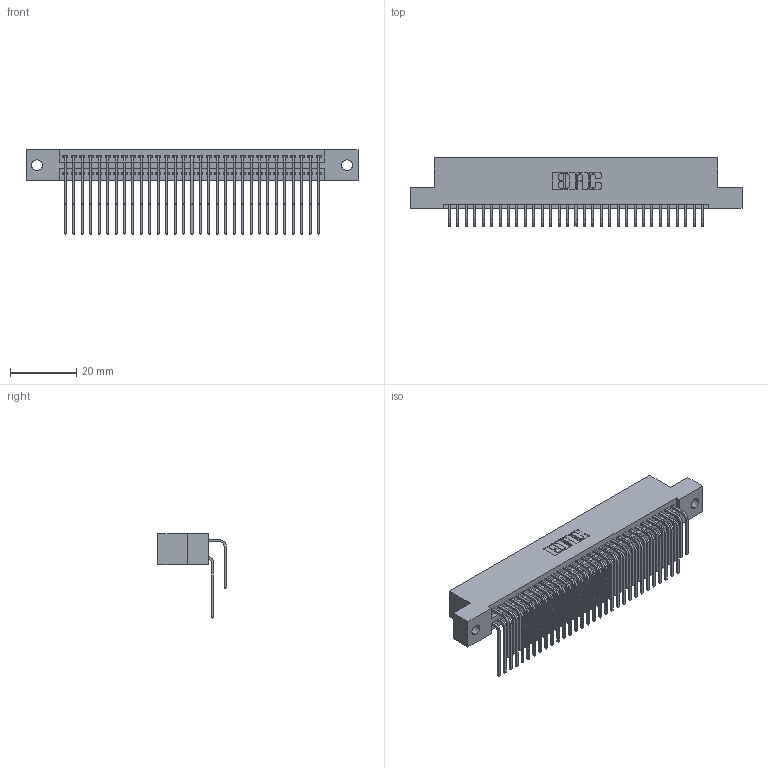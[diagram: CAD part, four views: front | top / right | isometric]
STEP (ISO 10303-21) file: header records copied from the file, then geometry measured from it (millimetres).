
FILE_DESCRIPTION (( 'STEP AP203' ), '1' );
FILE_NAME ('395-062-559-202.STEP', '2019-10-23T17:06:12', ( '' ), ( '' ), 'SwSTEP 2.0', 'SolidWorks 2016', '' );
FILE_SCHEMA (( 'CONFIG_CONTROL_DESIGN' ));
Length unit declared in the file: inch
Products named in the file (4): 345 Part_Flush Mounting Lugs - 0.128 Dia; 345-292-001_558 559 Tail - 1; 345-292-001_559 Tail - 2; 395-062-559-202
Assembly tree (63 placements, depth 2):
  395-062-559-202
    345 Part_Flush Mounting Lugs - 0.128 Dia
    345-292-001_558 559 Tail - 1  x31
    345-292-001_559 Tail - 2  x31
Bounding box: 99.95 x 20.56 x 25.53 mm (x, y, z)
Volume: 9928 mm3; surface area: 15871.4 mm2
Topology: 63 solids, 63 shells, 3350 faces, 9951 edges, 6550 vertices
Faces by surface type: plane 2250, cylinder 1100
Entity records: 27459 total; most frequent: CARTESIAN_POINT 4659, ORIENTED_EDGE 4542, DIRECTION 4095, EDGE_CURVE 2271, VECTOR 1975, LINE 1975, VERTEX_POINT 1510, AXIS2_PLACEMENT_3D 1060
